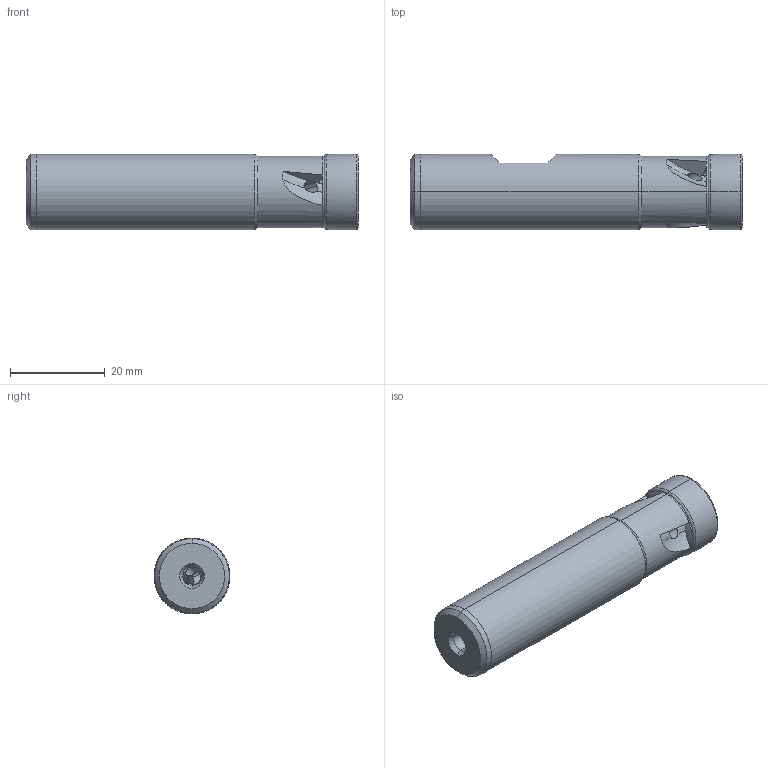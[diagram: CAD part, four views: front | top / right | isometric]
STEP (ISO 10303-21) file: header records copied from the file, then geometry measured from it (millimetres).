
FILE_DESCRIPTION (( 'STEP AP214' ), '1' );
FILE_NAME ('90PP-16-22-63-3.STEP', '2012-01-04T15:18:00', ( '' ), ( '' ), 'SwSTEP 2.0', 'SolidWorks 2011', '' );
FILE_SCHEMA (( 'AUTOMOTIVE_DESIGN' ));
Length unit declared in the file: millimetre
Products named in the file (1): 90PP-16-22-63-3
Bounding box: 70 x 16 x 16 mm (x, y, z)
Volume: 12424.5 mm3; surface area: 4956.2 mm2
Topology: 1 solids, 1 shells, 87 faces, 245 edges, 150 vertices
Faces by surface type: cone 30, plane 24, cylinder 19, torus 11, bspline 3
Entity records: 3220 total; most frequent: CARTESIAN_POINT 1080, ORIENTED_EDGE 486, DIRECTION 405, EDGE_CURVE 243, AXIS2_PLACEMENT_3D 167, VERTEX_POINT 150, EDGE_LOOP 91, FACE_OUTER_BOUND 87
